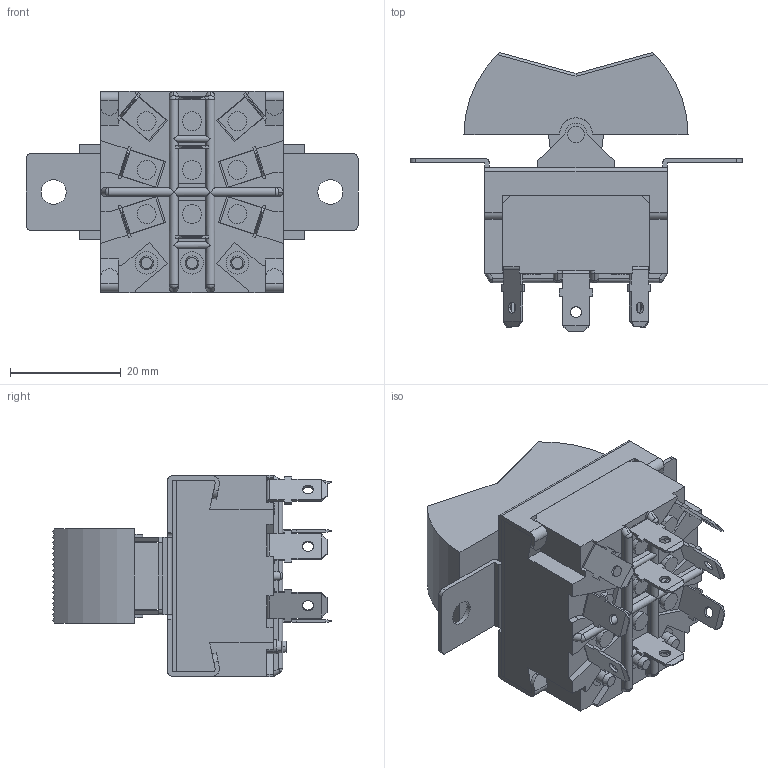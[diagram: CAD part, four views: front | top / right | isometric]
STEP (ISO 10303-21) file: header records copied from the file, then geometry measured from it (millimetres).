
FILE_DESCRIPTION (( 'STEP AP203' ), '1' );
FILE_NAME ('A3LE04.STEP', '2020-03-03T00:30:21', ( '' ), ( '' ), 'SwSTEP 2.0', 'SolidWorks 2018', '' );
FILE_SCHEMA (( 'CONFIG_CONTROL_DESIGN' ));
Length unit declared in the file: millimetre
Products named in the file (6): ダミー端子 (Aシリーズ); 働乕僗 3_4嬌 (A僔儕乕僘); 壓慻 3嬌 4抂巕 (A僔儕乕僘); 4端子 (Aシリーズ); A3LE04; 上組 ロッカー(3極4極) (Aシリーズ)
Assembly tree (15 placements, depth 3):
  A3LE04
    上組 ロッカー(3極4極) (Aシリーズ)
    壓慻 3嬌 4抂巕 (A僔儕乕僘)
      働乕僗 3_4嬌 (A僔儕乕僘)
      4端子 (Aシリーズ)  x9
      ダミー端子 (Aシリーズ)  x3
Bounding box: 60 x 50.4 x 36.4 mm (x, y, z)
Volume: 30962.9 mm3; surface area: 16060.9 mm2
Topology: 16 solids, 16 shells, 668 faces, 1697 edges, 1092 vertices
Faces by surface type: plane 477, cylinder 175, sphere 6, cone 6, bspline 4
Entity records: 13642 total; most frequent: CARTESIAN_POINT 2580, ORIENTED_EDGE 2170, DIRECTION 2060, EDGE_CURVE 1085, LINE 776, VECTOR 776, VERTEX_POINT 698, AXIS2_PLACEMENT_3D 642
